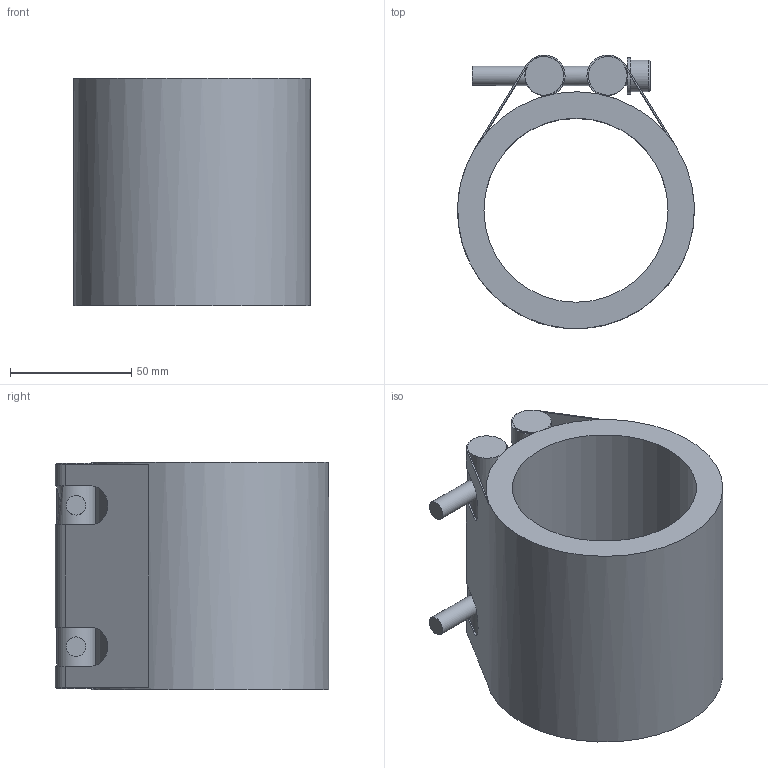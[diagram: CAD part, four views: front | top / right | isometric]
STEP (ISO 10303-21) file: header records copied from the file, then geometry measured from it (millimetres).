
FILE_DESCRIPTION(/* description */ (''),/* implementation_level */ '2;1');
FILE_NAME(/* name */ 'STRAUB OPEN-FLEX 1L 76.1 mm.stp',/* time_stamp */ '2016-09-05T08:12:23+02:00',/* author */ ('BR_11K'),/* organization */ (''),/* preprocessor_version */ 'ST-DEVELOPER v16.1',/* originating_system */ 'Autodesk Inventor 2016',/* authorisation */ '');
FILE_SCHEMA (('AUTOMOTIVE_DESIGN { 1 0 10303 214 3 1 1 }'));
Length unit declared in the file: millimetre
Products named in the file (1): STRAUB OPEN-FLEX 1L 76.1 mm
Bounding box: 97.85 x 113.05 x 94 mm (x, y, z)
Volume: 328494.6 mm3; surface area: 80145.3 mm2
Topology: 1 solids, 1 shells, 88 faces, 254 edges, 163 vertices
Faces by surface type: plane 56, cylinder 30, torus 2
Full cylindrical faces by diameter (mm): 8 x4, 13 x2, 15 x2, 16 x2, 76.1 x1, 97.9 x1
Entity records: 3052 total; most frequent: CARTESIAN_POINT 739, DIRECTION 476, ORIENTED_EDGE 460, EDGE_CURVE 226, AXIS2_PLACEMENT_3D 171, VERTEX_POINT 156, LINE 134, VECTOR 134
